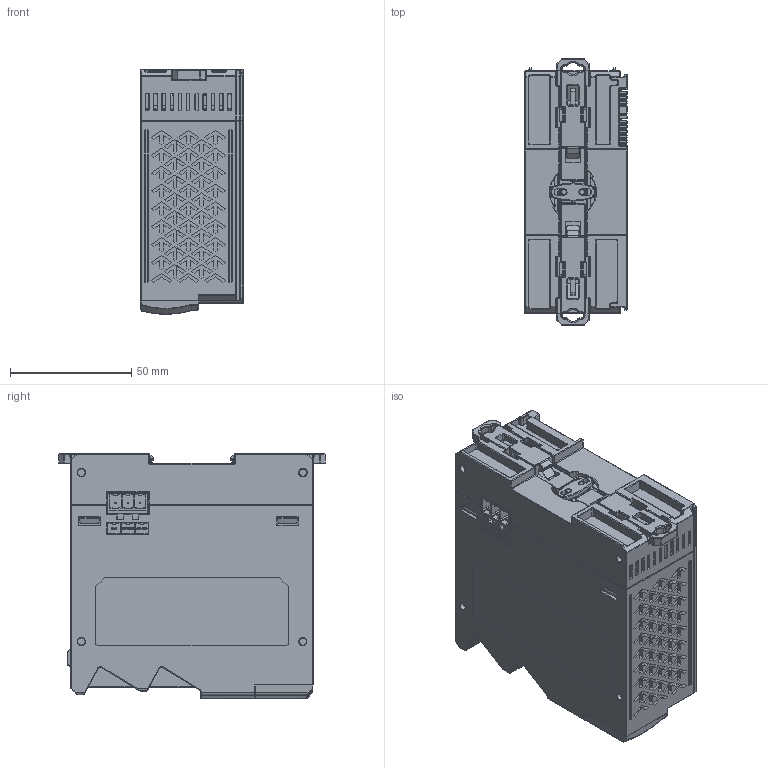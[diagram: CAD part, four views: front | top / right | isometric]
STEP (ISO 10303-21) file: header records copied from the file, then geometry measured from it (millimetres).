
FILE_DESCRIPTION((''),'2;1');
FILE_NAME('PM32EC-A0_ASM_12_ASM','2022-04-27T17:06:21',('Lenovo'),(''),'CREO PARAMETRIC BY PTC INC, 2020033','CREO PARAMETRIC BY PTC INC, 2020033','');
FILE_SCHEMA(('CONFIG_CONTROL_DESIGN'));
Products named in the file (24): PM32EC-A0-BASE_5; PM32EC-A0-COVER_6; PMC600-GAIBAN02_3; PM32EC-A0-JINGPIAN_2; KAKOU-LIANJIEJIAN_2; KAKOU_5; KAKOU-JIEDIPIAN_3; KAKOU_ASM_6_ASM; PM32EC-A0-PCB03_4; CONNECTOR-M_12; OQ0371010000G_3; PM02PS-A0-JIEDIPIAN_2; PM03JS-A0-JIEDIPIAN02_1; CONNECTOR-A_1; PM32EC-A0-PCB03_ASM_6_ASM; PM32EC-A0-PCB01_4; RT7-ST-0001-100M_3; CONNECTOR-B_3; PM32EC-A0-PCB01_ASM_6_ASM; PM32EC-A0-PCB02_3; STAR-16H1_2; PM32EC-A0-PCB02_ASM_4_ASM; PM32EC-A0-PCB_ASM_3_ASM; PM32EC-A0_ASM_12_ASM
Assembly tree (26 placements, depth 4):
  PM32EC-A0_ASM_12_ASM
    PM32EC-A0-BASE_5
    PM32EC-A0-COVER_6
    PMC600-GAIBAN02_3
    PM32EC-A0-JINGPIAN_2
    KAKOU-LIANJIEJIAN_2
    KAKOU_ASM_6_ASM  x2
      KAKOU_5
      KAKOU-JIEDIPIAN_3
    PM32EC-A0-PCB_ASM_3_ASM
      PM32EC-A0-PCB03_ASM_6_ASM
        PM32EC-A0-PCB03_4
        CONNECTOR-M_12
        OQ0371010000G_3
        PM02PS-A0-JIEDIPIAN_2
        PM03JS-A0-JIEDIPIAN02_1
        CONNECTOR-A_1
      PM32EC-A0-PCB01_ASM_6_ASM
        PM32EC-A0-PCB01_4
        RT7-ST-0001-100M_3  x2
        CONNECTOR-B_3
      PM32EC-A0-PCB02_ASM_4_ASM
        PM32EC-A0-PCB02_3
        STAR-16H1_2  x2
Bounding box: 42.52 x 110.02 x 101.02 mm (x, y, z)
Volume: 357367.5 mm3; surface area: 131389.6 mm2
Topology: 22 solids, 24 shells, 6930 faces, 19034 edges, 12167 vertices
Faces by surface type: plane 4432, cylinder 1685, bspline 311, torus 174, cone 173, sphere 135, extrusion 20
Entity records: 204434 total; most frequent: CARTESIAN_POINT 50206, ORIENTED_EDGE 33530, DIRECTION 29620, EDGE_CURVE 16765, VECTOR 12448, LINE 12428, VERTEX_POINT 10814, AXIS2_PLACEMENT_3D 8586
